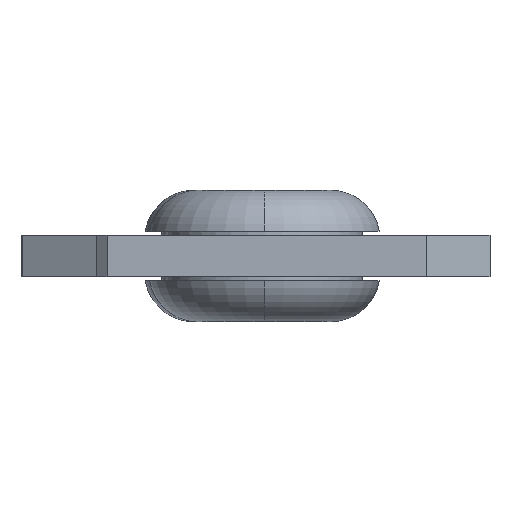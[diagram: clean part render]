
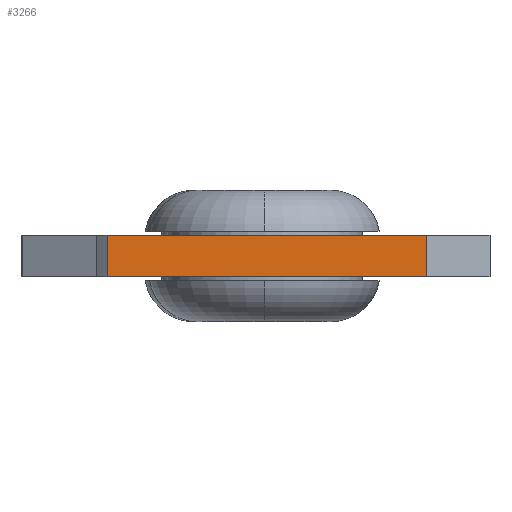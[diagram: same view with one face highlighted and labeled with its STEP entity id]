
A CAD part, front view. The second image highlights one B-rep face of the part: STEP entity #3266.
In plain terms, the highlighted planar face has unit normal (0.014, -1, 0).
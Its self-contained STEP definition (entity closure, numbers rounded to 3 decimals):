
#136=DIRECTION('',(-1.,-0.014,0.));
#137=VECTOR('',#136,19.5);
#138=CARTESIAN_POINT('',(9.899,-10.866,0.));
#139=LINE('',#138,#137);
#1009=DIRECTION('',(-1.,-0.014,0.));
#1010=VECTOR('',#1009,19.5);
#1011=CARTESIAN_POINT('',(9.899,-10.866,2.5));
#1012=LINE('',#1011,#1010);
#1016=DIRECTION('',(0.,0.,1.));
#1017=VECTOR('',#1016,2.5);
#1018=CARTESIAN_POINT('',(9.899,-10.866,0.));
#1019=LINE('',#1018,#1017);
#1030=DIRECTION('',(0.,0.,1.));
#1031=VECTOR('',#1030,2.5);
#1032=CARTESIAN_POINT('',(-9.599,-11.132,0.));
#1033=LINE('',#1032,#1031);
#2708=CARTESIAN_POINT('',(-9.599,-11.132,0.));
#2709=CARTESIAN_POINT('',(-9.599,-11.132,2.5));
#2710=VERTEX_POINT('',#2708);
#2711=VERTEX_POINT('',#2709);
#2737=CARTESIAN_POINT('',(9.899,-10.866,2.5));
#2739=VERTEX_POINT('',#2737);
#2842=CARTESIAN_POINT('',(9.899,-10.866,0.));
#2844=VERTEX_POINT('',#2842);
#3254=CARTESIAN_POINT('',(9.899,-10.866,2.5));
#3255=DIRECTION('',(-0.014,1.,0.));
#3256=DIRECTION('',(0.,0.,1.));
#3257=AXIS2_PLACEMENT_3D('',#3254,#3255,#3256);
#3258=PLANE('',#3257);
#3259=ORIENTED_EDGE('',*,*,#2968,.T.);
#3261=ORIENTED_EDGE('',*,*,#3260,.T.);
#3262=ORIENTED_EDGE('',*,*,#3082,.F.);
#3263=ORIENTED_EDGE('',*,*,#3248,.F.);
#3264=EDGE_LOOP('',(#3259,#3261,#3262,#3263));
#3265=FACE_OUTER_BOUND('',#3264,.F.);
#3266=ADVANCED_FACE('',(#3265),#3258,.F.);
#2968=EDGE_CURVE('',#2844,#2710,#139,.T.);
#3082=EDGE_CURVE('',#2739,#2711,#1012,.T.);
#3248=EDGE_CURVE('',#2844,#2739,#1019,.T.);
#3260=EDGE_CURVE('',#2710,#2711,#1033,.T.);
